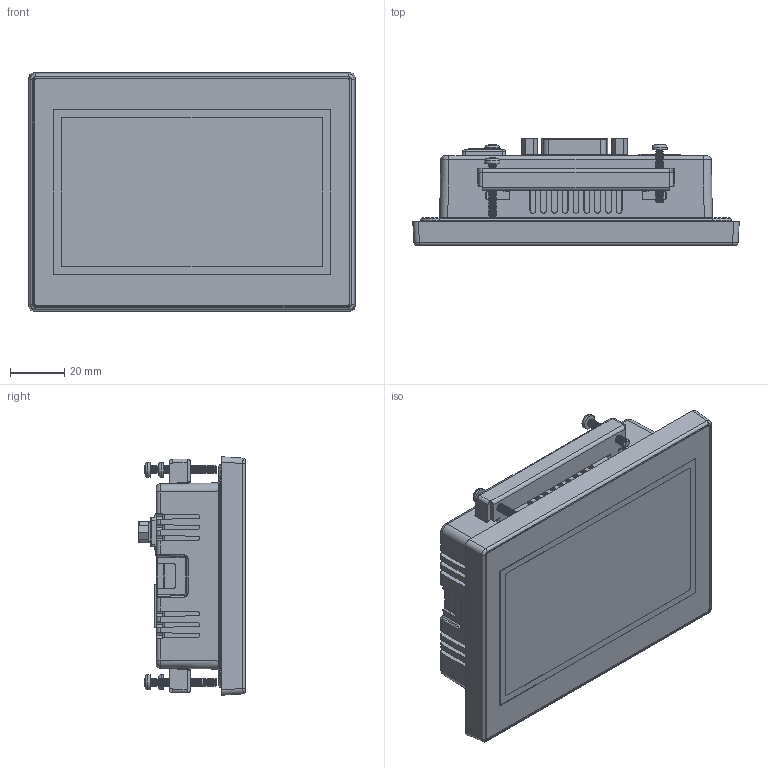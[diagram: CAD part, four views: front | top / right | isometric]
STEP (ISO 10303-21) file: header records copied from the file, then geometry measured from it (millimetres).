
FILE_DESCRIPTION (( 'STEP AP214' ), '1' );
FILE_NAME ('EA3_T4CL.STEP', '2017-04-04T10:09:48', ( '' ), ( '' ), 'SwSTEP 2.0', 'SolidWorks 2017', '' );
FILE_SCHEMA (( 'AUTOMOTIVE_DESIGN' ));
Length unit declared in the file: inch
Products named in the file (1): EA3_T4CL
Bounding box: 120.9 x 39.6 x 88.3 mm (x, y, z)
Volume: 260075 mm3; surface area: 55656 mm2
Topology: 1 solids, 13 shells, 3193 faces, 8576 edges, 5555 vertices
Faces by surface type: plane 2267, cylinder 465, cone 402, torus 32, bspline 23, sphere 4
Full cylindrical faces by diameter (mm): 0.8 x3, 1 x15, 2.2 x4, 2.46 x2, 2.6 x4, 3 x132, 3.05 x2, 3.06 x2, 3.1 x4, 5.5 x4
Entity records: 97195 total; most frequent: CARTESIAN_POINT 20078, ORIENTED_EDGE 16132, DIRECTION 14900, EDGE_CURVE 8066, LINE 6464, VECTOR 6464, VERTEX_POINT 5502, AXIS2_PLACEMENT_3D 4218
